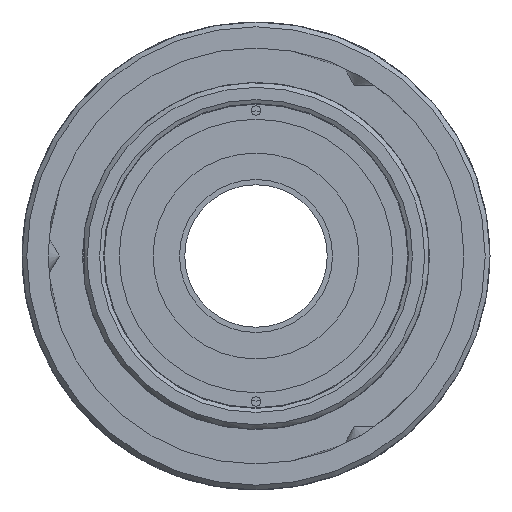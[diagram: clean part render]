
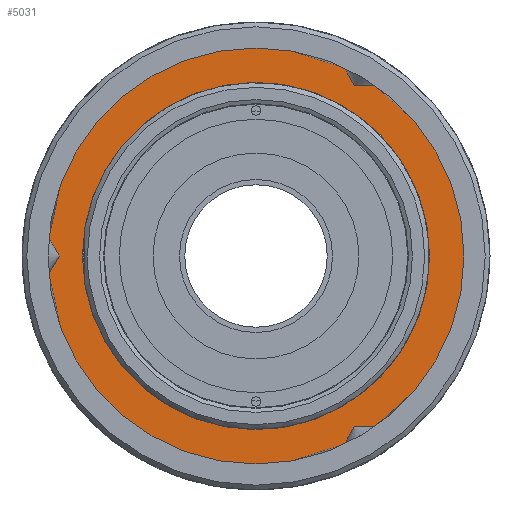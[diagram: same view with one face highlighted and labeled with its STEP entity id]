
A CAD part, left-side view. The second image highlights one B-rep face of the part: STEP entity #5031.
In plain terms, the highlighted planar face has unit normal (-1, 0, 0).
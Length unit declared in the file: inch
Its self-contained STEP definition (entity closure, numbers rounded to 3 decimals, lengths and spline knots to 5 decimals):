
#311=FACE_BOUND('',#1091,.T.);
#661=FACE_OUTER_BOUND('',#1090,.T.);
#1090=EDGE_LOOP('',(#3829));
#1091=EDGE_LOOP('',(#3830));
#1491=CIRCLE('',#5489,0.8755);
#1492=CIRCLE('',#5490,0.7305);
#2435=VERTEX_POINT('',#8290);
#2436=VERTEX_POINT('',#8292);
#2970=EDGE_CURVE('',#2435,#2435,#1491,.T.);
#2971=EDGE_CURVE('',#2436,#2436,#1492,.T.);
#3829=ORIENTED_EDGE('',*,*,#2970,.F.);
#3830=ORIENTED_EDGE('',*,*,#2971,.T.);
#4582=PLANE('',#5488);
#5031=ADVANCED_FACE('',(#661,#311),#4582,.T.);
#5488=AXIS2_PLACEMENT_3D('',#8289,#6455,#6456);
#5489=AXIS2_PLACEMENT_3D('',#8291,#6457,#6458);
#5490=AXIS2_PLACEMENT_3D('',#8293,#6459,#6460);
#6455=DIRECTION('center_axis',(-1.,0.,0.));
#6456=DIRECTION('ref_axis',(0.,0.,1.));
#6457=DIRECTION('center_axis',(1.,0.,0.));
#6458=DIRECTION('ref_axis',(0.,0.,-1.));
#6459=DIRECTION('center_axis',(1.,0.,0.));
#6460=DIRECTION('ref_axis',(0.,0.,-1.));
#8289=CARTESIAN_POINT('Origin',(0.20367,0.8755,0.));
#8290=CARTESIAN_POINT('',(0.20367,0.8755,0.));
#8291=CARTESIAN_POINT('Origin',(0.20367,0.,
0.));
#8292=CARTESIAN_POINT('',(0.20367,0.7305,0.));
#8293=CARTESIAN_POINT('Origin',(0.20367,0.,
0.));
